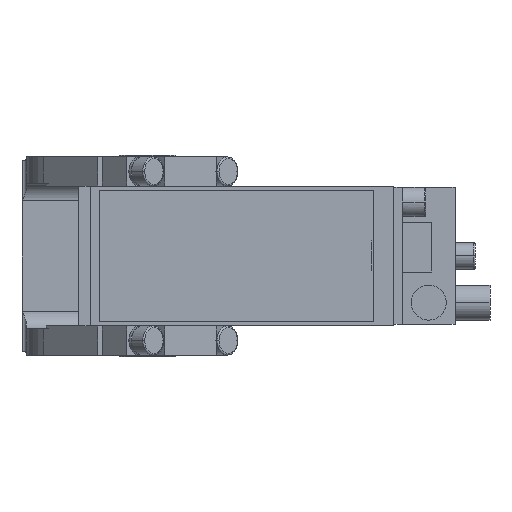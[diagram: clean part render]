
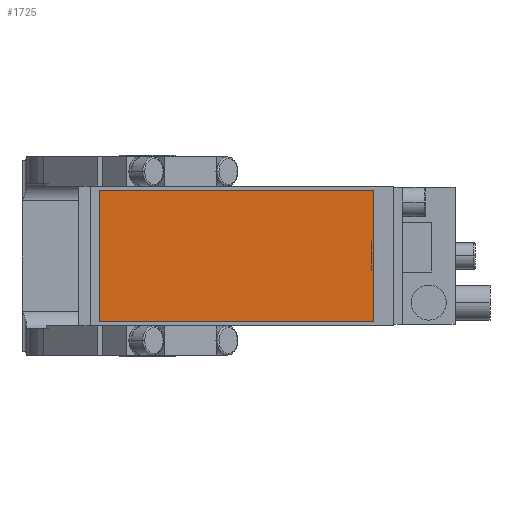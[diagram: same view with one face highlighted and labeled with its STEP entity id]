
A CAD part, left-side view. The second image highlights one B-rep face of the part: STEP entity #1725.
In plain terms, the highlighted planar face has unit normal (-1, 0, 0).
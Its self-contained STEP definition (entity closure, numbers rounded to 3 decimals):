
#1559=AXIS2_PLACEMENT_3D('Circle Axis2P3D',#1557,#1558,$) ;
#1568=AXIS2_PLACEMENT_3D('Circle Axis2P3D',#1566,#1567,$) ;
#1679=AXIS2_PLACEMENT_3D('Plane Axis2P3D',#1676,#1677,#1678) ;
#1557=CARTESIAN_POINT('Axis2P3D Location',(-260.,-77.,0.)) ;
#1561=CARTESIAN_POINT('Vertex',(-269.5,-77.,0.)) ;
#1563=CARTESIAN_POINT('Vertex',(-269.5,-77.,0.034)) ;
#1566=CARTESIAN_POINT('Axis2P3D Location',(-260.,-77.,0.)) ;
#1570=CARTESIAN_POINT('Vertex',(-269.5,-77.,-0.034)) ;
#1609=CARTESIAN_POINT('Line Origine',(-269.5,-77.405,-0.034)) ;
#1613=CARTESIAN_POINT('Vertex',(-269.5,-77.5,-0.034)) ;
#1653=CARTESIAN_POINT('Vertex',(-269.5,-77.5,0.034)) ;
#1656=CARTESIAN_POINT('Line Origine',(-269.5,-77.405,0.034)) ;
#1676=CARTESIAN_POINT('Axis2P3D Location',(-269.5,0.,0.)) ;
#1681=CARTESIAN_POINT('Line Origine',(-269.5,-77.5,11.267)) ;
#1685=CARTESIAN_POINT('Vertex',(-269.5,-77.5,22.5)) ;
#1688=CARTESIAN_POINT('Line Origine',(-269.5,-30.5,22.5)) ;
#1692=CARTESIAN_POINT('Vertex',(-269.5,16.5,22.5)) ;
#1695=CARTESIAN_POINT('Line Origine',(-269.5,16.5,0.)) ;
#1699=CARTESIAN_POINT('Vertex',(-269.5,16.5,-22.5)) ;
#1702=CARTESIAN_POINT('Line Origine',(-269.5,-30.5,-22.5)) ;
#1706=CARTESIAN_POINT('Vertex',(-269.5,-77.5,-22.5)) ;
#1709=CARTESIAN_POINT('Line Origine',(-269.5,-77.5,-11.267)) ;
#1558=DIRECTION('Axis2P3D Direction',(-0.,1.,0.)) ;
#1567=DIRECTION('Axis2P3D Direction',(-0.,1.,0.)) ;
#1610=DIRECTION('Vector Direction',(0.,1.,0.)) ;
#1657=DIRECTION('Vector Direction',(0.,1.,0.)) ;
#1677=DIRECTION('Axis2P3D Direction',(-1.,0.,0.)) ;
#1678=DIRECTION('Axis2P3D XDirection',(0.,-1.,0.)) ;
#1682=DIRECTION('Vector Direction',(0.,0.,1.)) ;
#1689=DIRECTION('Vector Direction',(0.,1.,0.)) ;
#1696=DIRECTION('Vector Direction',(0.,0.,-1.)) ;
#1703=DIRECTION('Vector Direction',(0.,-1.,0.)) ;
#1710=DIRECTION('Vector Direction',(0.,0.,1.)) ;
#1611=VECTOR('Line Direction',#1610,1.) ;
#1658=VECTOR('Line Direction',#1657,1.) ;
#1683=VECTOR('Line Direction',#1682,1.) ;
#1690=VECTOR('Line Direction',#1689,1.) ;
#1697=VECTOR('Line Direction',#1696,1.) ;
#1704=VECTOR('Line Direction',#1703,1.) ;
#1711=VECTOR('Line Direction',#1710,1.) ;
#1715=ORIENTED_EDGE('',*,*,#1687,.T.) ;
#1716=ORIENTED_EDGE('',*,*,#1694,.T.) ;
#1717=ORIENTED_EDGE('',*,*,#1701,.T.) ;
#1718=ORIENTED_EDGE('',*,*,#1708,.T.) ;
#1719=ORIENTED_EDGE('',*,*,#1713,.T.) ;
#1720=ORIENTED_EDGE('',*,*,#1615,.F.) ;
#1721=ORIENTED_EDGE('',*,*,#1572,.T.) ;
#1722=ORIENTED_EDGE('',*,*,#1565,.T.) ;
#1723=ORIENTED_EDGE('',*,*,#1660,.T.) ;
#1725=ADVANCED_FACE('V_V2_50_1_BR2_A00_T00_TUENKERS',(#1724),#1680,.T.) ;
#1560=CIRCLE('generated circle',#1559,9.5) ;
#1569=CIRCLE('generated circle',#1568,9.5) ;
#1565=EDGE_CURVE('',#1562,#1564,#1560,.T.) ;
#1572=EDGE_CURVE('',#1571,#1562,#1569,.T.) ;
#1615=EDGE_CURVE('',#1571,#1614,#1612,.F.) ;
#1660=EDGE_CURVE('',#1564,#1654,#1659,.F.) ;
#1687=EDGE_CURVE('',#1654,#1686,#1684,.T.) ;
#1694=EDGE_CURVE('',#1686,#1693,#1691,.T.) ;
#1701=EDGE_CURVE('',#1693,#1700,#1698,.T.) ;
#1708=EDGE_CURVE('',#1700,#1707,#1705,.T.) ;
#1713=EDGE_CURVE('',#1707,#1614,#1712,.T.) ;
#1714=EDGE_LOOP('',(#1715,#1716,#1717,#1718,#1719,#1720,#1721,#1722,#1723)) ;
#1724=FACE_OUTER_BOUND('',#1714,.T.) ;
#1612=LINE('Line',#1609,#1611) ;
#1659=LINE('Line',#1656,#1658) ;
#1684=LINE('Line',#1681,#1683) ;
#1691=LINE('Line',#1688,#1690) ;
#1698=LINE('Line',#1695,#1697) ;
#1705=LINE('Line',#1702,#1704) ;
#1712=LINE('Line',#1709,#1711) ;
#1680=PLANE('Plane',#1679) ;
#1562=VERTEX_POINT('',#1561) ;
#1564=VERTEX_POINT('',#1563) ;
#1571=VERTEX_POINT('',#1570) ;
#1614=VERTEX_POINT('',#1613) ;
#1654=VERTEX_POINT('',#1653) ;
#1686=VERTEX_POINT('',#1685) ;
#1693=VERTEX_POINT('',#1692) ;
#1700=VERTEX_POINT('',#1699) ;
#1707=VERTEX_POINT('',#1706) ;
